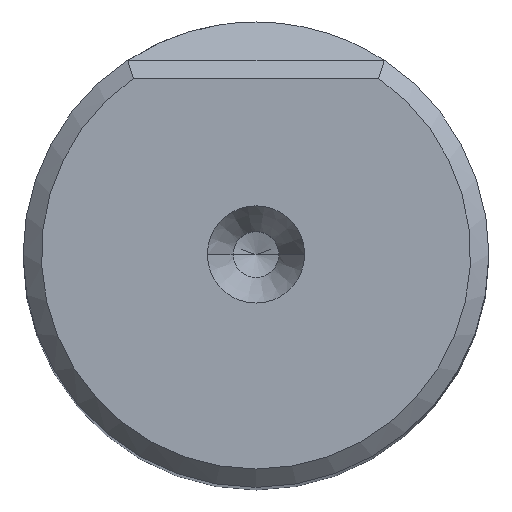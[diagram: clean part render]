
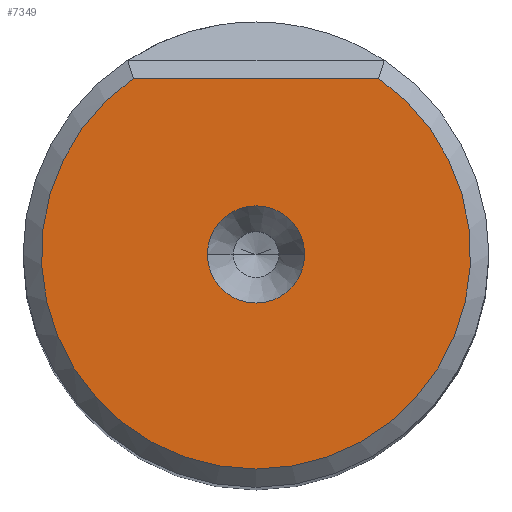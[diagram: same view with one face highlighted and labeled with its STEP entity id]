
A CAD part, top view. The second image highlights one B-rep face of the part: STEP entity #7349.
In plain terms, the highlighted planar face has unit normal (0, 0, 1).
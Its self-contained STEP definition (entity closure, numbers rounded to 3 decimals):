
#4057=CARTESIAN_POINT('',(-6.688,9.6,
0.));
#4072=CARTESIAN_POINT('',(6.688,9.6,
0.));
#4109=DIRECTION('',(-1.,0.,0.));
#4110=VECTOR('',#4109,13.376);
#4111=CARTESIAN_POINT('',(6.688,9.6,
0.));
#4112=LINE('',#4111,#4110);
#4116=CARTESIAN_POINT('',(0.,0.,
0.));
#4117=DIRECTION('',(0.,0.,1.));
#4118=DIRECTION('',(0.,-1.,0.));
#4119=AXIS2_PLACEMENT_3D('',#4116,#4117,#4118);
#4124=CARTESIAN_POINT('',(0.,0.,
0.));
#4125=DIRECTION('',(0.,0.,1.));
#4126=DIRECTION('',(-0.572,0.821,0.));
#4127=AXIS2_PLACEMENT_3D('',#4124,#4125,#4126);
#4132=CARTESIAN_POINT('',(0.,0.,0.));
#4133=DIRECTION('',(0.,0.,-1.));
#4134=DIRECTION('',(1.,0.,0.));
#4135=AXIS2_PLACEMENT_3D('',#4132,#4133,#4134);
#4140=CARTESIAN_POINT('',(0.,0.,0.));
#4141=DIRECTION('',(0.,0.,-1.));
#4142=DIRECTION('',(-1.,0.,0.));
#4143=AXIS2_PLACEMENT_3D('',#4140,#4141,#4142);
#4551=VERTEX_POINT('',#4057);
#4554=VERTEX_POINT('',#4072);
#4555=CARTESIAN_POINT('',(0.,-11.7,
0.));
#4556=VERTEX_POINT('',#4555);
#4557=CARTESIAN_POINT('',(2.65,0.,0.));
#4558=CARTESIAN_POINT('',(-2.65,0.,0.));
#4559=VERTEX_POINT('',#4557);
#4560=VERTEX_POINT('',#4558);
#7333=CARTESIAN_POINT('',(0.,-1.05,0.));
#7334=DIRECTION('',(0.,0.,1.));
#7335=DIRECTION('',(1.,0.,0.));
#7336=AXIS2_PLACEMENT_3D('',#7333,#7334,#7335);
#7337=PLANE('',#7336);
#7338=ORIENTED_EDGE('',*,*,#7310,.F.);
#7339=ORIENTED_EDGE('',*,*,#7323,.F.);
#7340=ORIENTED_EDGE('',*,*,#7321,.F.);
#7341=EDGE_LOOP('',(#7338,#7339,#7340));
#7342=FACE_OUTER_BOUND('',#7341,.F.);
#7344=ORIENTED_EDGE('',*,*,#7343,.F.);
#7346=ORIENTED_EDGE('',*,*,#7345,.F.);
#7347=EDGE_LOOP('',(#7344,#7346));
#7348=FACE_BOUND('',#7347,.F.);
#4120=CIRCLE('',#4119,11.7);
#4128=CIRCLE('',#4127,11.7);
#4136=CIRCLE('',#4135,2.65);
#4144=CIRCLE('',#4143,2.65);
#7310=EDGE_CURVE('',#4554,#4551,#4112,.T.);
#7321=EDGE_CURVE('',#4551,#4556,#4128,.T.);
#7323=EDGE_CURVE('',#4556,#4554,#4120,.T.);
#7343=EDGE_CURVE('',#4559,#4560,#4136,.T.);
#7345=EDGE_CURVE('',#4560,#4559,#4144,.T.);
#7349=ADVANCED_FACE('',(#7342,#7348),#7337,.T.);
